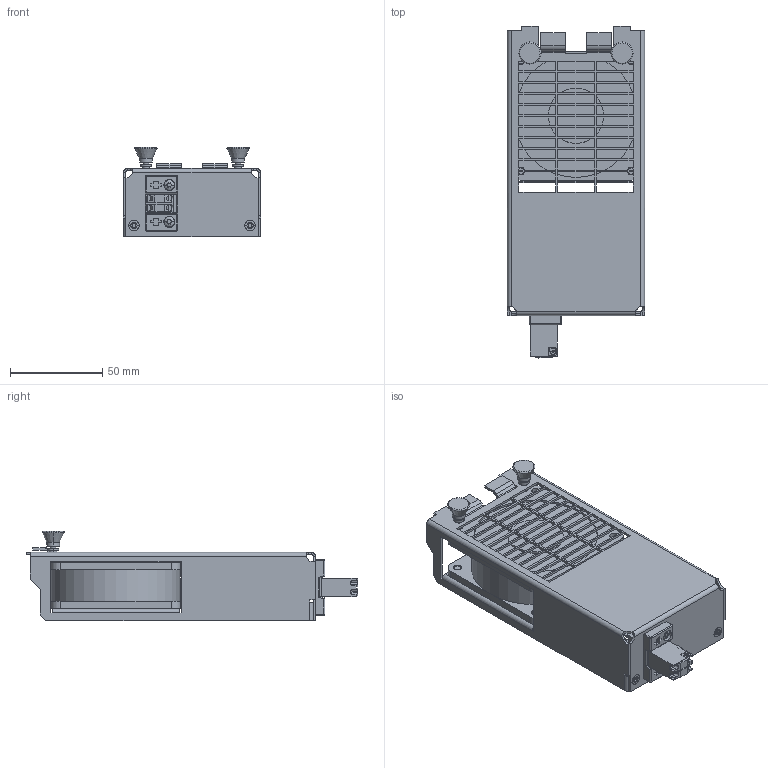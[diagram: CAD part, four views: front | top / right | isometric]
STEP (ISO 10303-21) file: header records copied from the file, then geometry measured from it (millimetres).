
FILE_DESCRIPTION((''),'2;1');
FILE_NAME('673136-01-K01_ASM','2009-12-18T',('ch5084'),(''),'PRO/ENGINEER BY PARAMETRIC TECHNOLOGY CORPORATION, 2008230','PRO/ENGINEER BY PARAMETRIC TECHNOLOGY CORPORATION, 2008230','');
FILE_SCHEMA(('CONFIG_CONTROL_DESIGN'));
Length unit declared in the file: millimetre
Products named in the file (11): 663257-01-K01; 551355-01-K01_AF0; 551355-01-K01_AF1; 672906-01-K01_ASM; 660938-02-K01; 672145-01-K01; 676891-01-K01; 286607-04-Z01; 286607-11-A01; 673404-02-K01; 673136-01-K01_ASM
Assembly tree (15 placements, depth 3):
  673136-01-K01_ASM
    672906-01-K01_ASM
      663257-01-K01
      551355-01-K01_AF0
      551355-01-K01_AF1
    660938-02-K01
    672145-01-K01
    676891-01-K01
    286607-04-Z01  x4
    286607-11-A01  x2
    673404-02-K01  x2
Bounding box: 74.5 x 180.2 x 48.4 mm (x, y, z)
Volume: 104007.4 mm3; surface area: 69678.7 mm2
Topology: 14 solids, 14 shells, 1060 faces, 2719 edges, 1730 vertices
Faces by surface type: plane 686, cylinder 302, cone 40, sphere 16, torus 12, bspline 4
Entity records: 37677 total; most frequent: CARTESIAN_POINT 5603, ORIENTED_EDGE 5042, DIRECTION 4996, EDGE_CURVE 2521, VECTOR 1920, LINE 1920, PRESENTATION_STYLE_ASSIGNMENT 1757, VERTEX_POINT 1608
